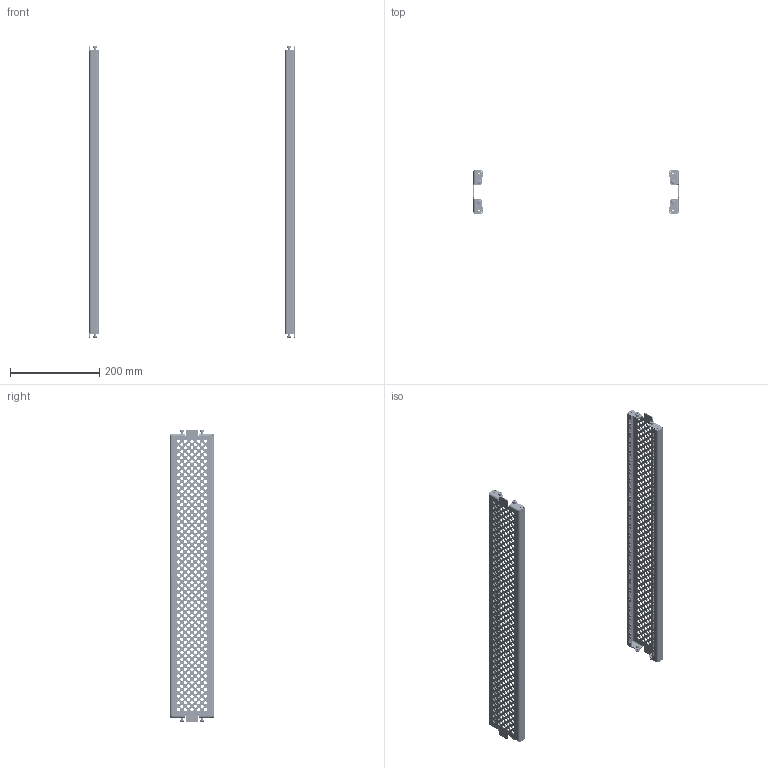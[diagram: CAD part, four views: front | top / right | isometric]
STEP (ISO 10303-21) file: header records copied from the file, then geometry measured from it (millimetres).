
FILE_DESCRIPTION (( 'STEP AP203' ), '1' );
FILE_NAME ('UR12203100080 Ýëåìåíòû öîêîëÿ ïåðôîðèðîâàííûå 100ìì RS52 00.80 (2øò) (000.136.064-03).STEP', '2022-04-14T06:53:46', ( '' ), ( '' ), 'SwSTEP 2.0', 'SolidWorks 2017', '' );
FILE_SCHEMA (( 'CONFIG_CONTROL_DESIGN' ));
Length unit declared in the file: millimetre
Products named in the file (3): Âèíò DIN 7500 C TORX_Œ5å12; UR12203100080 Ýëåìåíòû öîêîëÿ ïåðôîðèðîâàííûå 100ìì RS52 00.80 (2øò) (000.136.064-03); 070-67 Ïàíåëü öîêîëÿ_03 (00.80)
Assembly tree (10 placements, depth 2):
  UR12203100080 Ýëåìåíòû öîêîëÿ ïåðôîðèðîâàííûå 100ìì RS52 00.80 (2øò) (000.136.064-03)
    070-67 Ïàíåëü öîêîëÿ_03 (00.80)  x2
    Âèíò DIN 7500 C TORX_Œ5å12  x8
Bounding box: 459 x 98 x 654.8 mm (x, y, z)
Volume: 346267.7 mm3; surface area: 395496.1 mm2
Topology: 10 solids, 10 shells, 2600 faces, 7580 edges, 5008 vertices
Faces by surface type: cylinder 1864, plane 672, cone 32, bspline 16, sphere 16
Entity records: 42795 total; most frequent: DIRECTION 7515, CARTESIAN_POINT 7488, ORIENTED_EDGE 6908, EDGE_CURVE 3454, AXIS2_PLACEMENT_3D 2931, VERTEX_POINT 2282, EDGE_LOOP 2120, CIRCLE 1749
